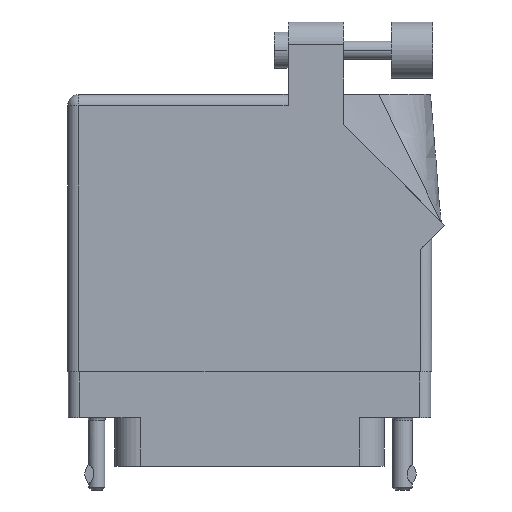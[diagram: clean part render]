
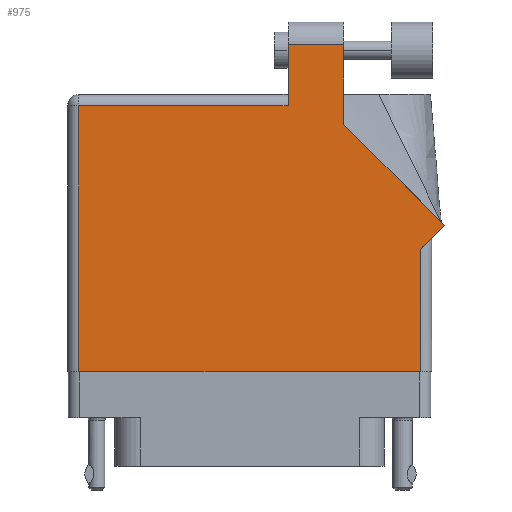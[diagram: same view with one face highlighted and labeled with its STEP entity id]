
A CAD part, front view. The second image highlights one B-rep face of the part: STEP entity #975.
In plain terms, the highlighted face is planar.
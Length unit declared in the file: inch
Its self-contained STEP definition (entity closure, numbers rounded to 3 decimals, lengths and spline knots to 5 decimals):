
#975 = ADVANCED_FACE ( 'NONE', ( #38949 ), #44052, .F. ) ;
#1377 = VECTOR ( 'NONE', #22744, 39.37008 ) ;
#2328 = VECTOR ( 'NONE', #33371, 39.37008 ) ;
#3472 = DIRECTION ( 'NONE',  ( -1., 0., 0. ) ) ;
#3703 = DIRECTION ( 'NONE',  ( 0., 1., 0. ) ) ;
#3809 = CARTESIAN_POINT ( 'NONE',  ( 0.212, 1.705, 0.455 ) ) ;
#4361 = LINE ( 'NONE', #6879, #25797 ) ;
#5821 = CARTESIAN_POINT ( 'NONE',  ( 0.943, 0.575, 0.455 ) ) ;
#6005 = ORIENTED_EDGE ( 'NONE', *, *, #37480, .T. ) ;
#6213 = EDGE_CURVE ( 'NONE', #34742, #6381, #33725, .T. ) ;
#6381 = VERTEX_POINT ( 'NONE', #12262 ) ;
#6879 = CARTESIAN_POINT ( 'NONE',  ( 0.212, 1.705, 0.455 ) ) ;
#8400 = CARTESIAN_POINT ( 'NONE',  ( 0.519, 1.705, 0.455 ) ) ;
#8418 = VERTEX_POINT ( 'NONE', #47252 ) ;
#8873 = VECTOR ( 'NONE', #3703, 39.37008 ) ;
#8983 = ORIENTED_EDGE ( 'NONE', *, *, #28166, .T. ) ;
#9849 = DIRECTION ( 'NONE',  ( 0., 1., 0. ) ) ;
#10116 = CARTESIAN_POINT ( 'NONE',  ( -1.005, 1.43, 0.455 ) ) ;
#10281 = DIRECTION ( 'NONE',  ( 0., 0., -1. ) ) ;
#10888 = VERTEX_POINT ( 'NONE', #3809 ) ;
#10947 = CARTESIAN_POINT ( 'NONE',  ( 0.212, 1.43, 0.455 ) ) ;
#12262 = CARTESIAN_POINT ( 'NONE',  ( 1.07571, 0.70771, 0.455 ) ) ;
#13457 = CARTESIAN_POINT ( 'NONE',  ( 0.943, 0.637, 0.455 ) ) ;
#13699 = LINE ( 'NONE', #19093, #37609 ) ;
#15565 = ORIENTED_EDGE ( 'NONE', *, *, #18012, .T. ) ;
#16753 = LINE ( 'NONE', #13457, #18564 ) ;
#17685 = VECTOR ( 'NONE', #43922, 39.37008 ) ;
#18012 = EDGE_CURVE ( 'NONE', #10888, #8418, #27606, .T. ) ;
#18564 = VECTOR ( 'NONE', #9849, 39.37008 ) ;
#19093 = CARTESIAN_POINT ( 'NONE',  ( -1.005, -0.1, 0.455 ) ) ;
#19592 = CARTESIAN_POINT ( 'NONE',  ( -0.943, -0.1, 0.455 ) ) ;
#19673 = VERTEX_POINT ( 'NONE', #39099 ) ;
#19676 = LINE ( 'NONE', #22455, #39925 ) ;
#22455 = CARTESIAN_POINT ( 'NONE',  ( -1.005, 1.368, 0.455 ) ) ;
#22638 = CARTESIAN_POINT ( 'NONE',  ( 1.005, 0.637, 0.455 ) ) ;
#22744 = DIRECTION ( 'NONE',  ( 0., -1., 0. ) ) ;
#22875 = AXIS2_PLACEMENT_3D ( 'NONE', #10116, #10281, #29082 ) ;
#23589 = VECTOR ( 'NONE', #29987, 39.37008 ) ;
#24124 = EDGE_CURVE ( 'NONE', #27584, #34742, #16753, .T. ) ;
#25042 = EDGE_CURVE ( 'NONE', #48296, #27584, #13699, .T. ) ;
#25797 = VECTOR ( 'NONE', #40542, 39.37008 ) ;
#26812 = CARTESIAN_POINT ( 'NONE',  ( 0.943, -0.1, 0.455 ) ) ;
#27584 = VERTEX_POINT ( 'NONE', #26812 ) ;
#27606 = LINE ( 'NONE', #10947, #1377 ) ;
#28166 = EDGE_CURVE ( 'NONE', #40926, #10888, #4361, .T. ) ;
#29082 = DIRECTION ( 'NONE',  ( -1., 0., 0. ) ) ;
#29225 = CARTESIAN_POINT ( 'NONE',  ( -0.943, -0.1, 0.455 ) ) ;
#29351 = VERTEX_POINT ( 'NONE', #40128 ) ;
#29987 = DIRECTION ( 'NONE',  ( 0.707, 0.707, 0. ) ) ;
#31001 = EDGE_CURVE ( 'NONE', #6381, #19673, #36762, .T. ) ;
#31629 = EDGE_CURVE ( 'NONE', #29351, #48296, #32088, .T. ) ;
#32088 = LINE ( 'NONE', #29225, #2328 ) ;
#33371 = DIRECTION ( 'NONE',  ( 0., -1., 0. ) ) ;
#33402 = DIRECTION ( 'NONE',  ( 1., 0., 0. ) ) ;
#33725 = LINE ( 'NONE', #22638, #23589 ) ;
#34742 = VERTEX_POINT ( 'NONE', #5821 ) ;
#35100 = ORIENTED_EDGE ( 'NONE', *, *, #24124, .T. ) ;
#35681 = LINE ( 'NONE', #41179, #8873 ) ;
#36762 = LINE ( 'NONE', #48742, #17685 ) ;
#37480 = EDGE_CURVE ( 'NONE', #19673, #40926, #35681, .T. ) ;
#37609 = VECTOR ( 'NONE', #33402, 39.37008 ) ;
#37635 = ORIENTED_EDGE ( 'NONE', *, *, #31629, .T. ) ;
#37756 = ORIENTED_EDGE ( 'NONE', *, *, #31001, .T. ) ;
#38949 = FACE_OUTER_BOUND ( 'NONE', #40624, .T. ) ;
#39099 = CARTESIAN_POINT ( 'NONE',  ( 0.519, 1.26442, 0.455 ) ) ;
#39925 = VECTOR ( 'NONE', #3472, 39.37008 ) ;
#40128 = CARTESIAN_POINT ( 'NONE',  ( -0.943, 1.368, 0.455 ) ) ;
#40542 = DIRECTION ( 'NONE',  ( -1., 0., 0. ) ) ;
#40624 = EDGE_LOOP ( 'NONE', ( #6005, #8983, #15565, #48599, #37635, #45440, #35100, #42699, #37756 ) ) ;
#40926 = VERTEX_POINT ( 'NONE', #8400 ) ;
#41179 = CARTESIAN_POINT ( 'NONE',  ( 0.519, 1.26442, 0.455 ) ) ;
#42699 = ORIENTED_EDGE ( 'NONE', *, *, #6213, .T. ) ;
#43922 = DIRECTION ( 'NONE',  ( -0.707, 0.707, 0. ) ) ;
#44052 = PLANE ( 'NONE',  #22875 ) ;
#45440 = ORIENTED_EDGE ( 'NONE', *, *, #25042, .T. ) ;
#47252 = CARTESIAN_POINT ( 'NONE',  ( 0.212, 1.368, 0.455 ) ) ;
#48126 = EDGE_CURVE ( 'NONE', #8418, #29351, #19676, .T. ) ;
#48296 = VERTEX_POINT ( 'NONE', #19592 ) ;
#48599 = ORIENTED_EDGE ( 'NONE', *, *, #48126, .T. ) ;
#48742 = CARTESIAN_POINT ( 'NONE',  ( 1.07571, 0.70771, 0.455 ) ) ;
